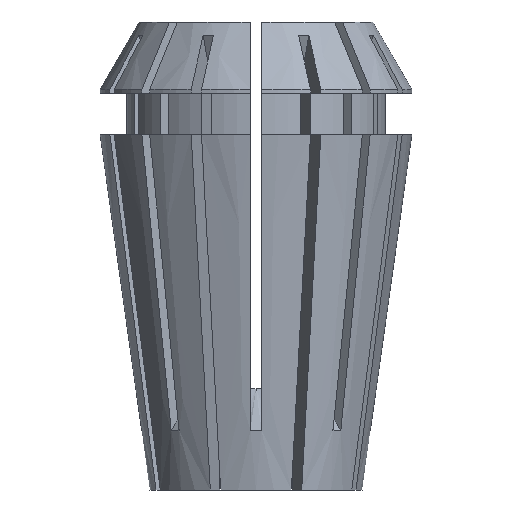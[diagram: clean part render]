
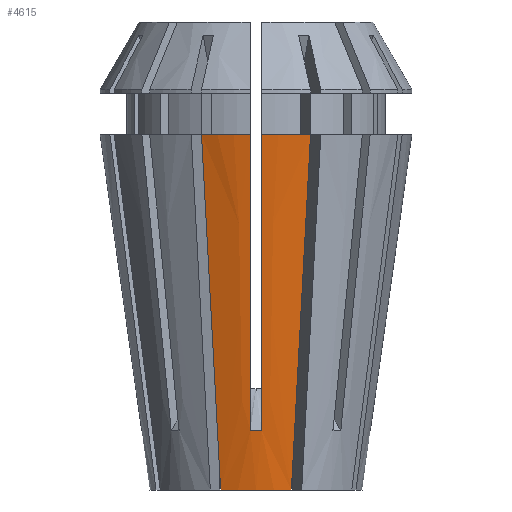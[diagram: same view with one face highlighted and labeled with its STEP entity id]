
A CAD part, left-side view. The second image highlights one B-rep face of the part: STEP entity #4615.
In plain terms, the highlighted conical face has half-angle 8 degrees and reference radius 7.141 mm.
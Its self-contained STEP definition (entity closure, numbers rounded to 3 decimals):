
#49 = AXIS2_PLACEMENT_3D ( 'NONE', #5170, #1818, #4334 ) ;
#59 = CARTESIAN_POINT ( 'NONE',  ( -8.27, -0.375, 8.09 ) ) ;
#165 = ORIENTED_EDGE ( 'NONE', *, *, #3150, .F. ) ;
#226 = CARTESIAN_POINT ( 'NONE',  ( -10.494, -0.375, 23.9 ) ) ;
#251 = CARTESIAN_POINT ( 'NONE',  ( 0., 0., 23.9 ) ) ;
#299 = VERTEX_POINT ( 'NONE', #2652 ) ;
#403 = CARTESIAN_POINT ( 'NONE',  ( -7.466, -2.687, 5.645 ) ) ;
#405 = VERTEX_POINT ( 'NONE', #226 ) ;
#433 = CARTESIAN_POINT ( 'NONE',  ( -10.134, -0.375, 21.343 ) ) ;
#453 = CARTESIAN_POINT ( 'NONE',  ( -6.977, -2.484, 1.882 ) ) ;
#473 = CARTESIAN_POINT ( 'NONE',  ( -9.048, -3.342, 17.815 ) ) ;
#509 = ORIENTED_EDGE ( 'NONE', *, *, #1214, .F. ) ;
#562 = CARTESIAN_POINT ( 'NONE',  ( -10.494, 0.375, 23.9 ) ) ;
#608 = CARTESIAN_POINT ( 'NONE',  ( -6.732, -2.383, 0. ) ) ;
#621 = CIRCLE ( 'NONE', #3546, 10.5 ) ;
#629 = DIRECTION ( 'NONE',  ( -1., 0., 0. ) ) ;
#732 = CARTESIAN_POINT ( 'NONE',  ( -7.221, 2.585, 3.763 ) ) ;
#936 = CARTESIAN_POINT ( 'NONE',  ( -8.27, 0.375, 8.09 ) ) ;
#1147 = B_SPLINE_CURVE_WITH_KNOTS ( 'NONE', 3,
 ( #2124, #473, #3350, #403, #3689, #453, #2899 ),
 .UNSPECIFIED., .F., .F.,
 ( 4, 3, 4 ),
 ( 0., 0.018, 0.024 ),
 .UNSPECIFIED. ) ;
#1214 = EDGE_CURVE ( 'NONE', #4507, #4839, #1147, .T. ) ;
#1353 = CARTESIAN_POINT ( 'NONE',  ( -8.842, 0.375, 12.16 ) ) ;
#1375 = CARTESIAN_POINT ( 'NONE',  ( -9.774, 0.375, 18.786 ) ) ;
#1418 = FACE_OUTER_BOUND ( 'NONE', #3181, .T. ) ;
#1444 = DIRECTION ( 'NONE',  ( 0., 0., -1. ) ) ;
#1621 = ORIENTED_EDGE ( 'NONE', *, *, #2765, .F. ) ;
#1659 = DIRECTION ( 'NONE',  ( -1., 0., 0. ) ) ;
#1677 = CONICAL_SURFACE ( 'NONE', #49, 7.141, 0.14 ) ;
#1763 = AXIS2_PLACEMENT_3D ( 'NONE', #2842, #2106, #1659 ) ;
#1768 = EDGE_CURVE ( 'NONE', #2925, #299, #621, .T. ) ;
#1779 = CARTESIAN_POINT ( 'NONE',  ( -10.134, 0.375, 21.343 ) ) ;
#1818 = DIRECTION ( 'NONE',  ( 0., 0., 1. ) ) ;
#1974 = CIRCLE ( 'NONE', #1763, 7.141 ) ;
#1992 = CARTESIAN_POINT ( 'NONE',  ( -6.732, 2.383, 0. ) ) ;
#2041 = CARTESIAN_POINT ( 'NONE',  ( -7.466, 2.687, 5.645 ) ) ;
#2075 = CARTESIAN_POINT ( 'NONE',  ( -10.494, -0.375, 23.9 ) ) ;
#2106 = DIRECTION ( 'NONE',  ( 0., 0., -1. ) ) ;
#2124 = CARTESIAN_POINT ( 'NONE',  ( -9.838, -3.669, 23.9 ) ) ;
#2255 = DIRECTION ( 'NONE',  ( -1., 0., 0. ) ) ;
#2260 = ORIENTED_EDGE ( 'NONE', *, *, #1768, .T. ) ;
#2268 = CIRCLE ( 'NONE', #4355, 10.5 ) ;
#2362 = EDGE_CURVE ( 'NONE', #5237, #3730, #3567, .T. ) ;
#2460 = ORIENTED_EDGE ( 'NONE', *, *, #4751, .T. ) ;
#2652 = CARTESIAN_POINT ( 'NONE',  ( -9.838, 3.669, 23.9 ) ) ;
#2749 = B_SPLINE_CURVE_WITH_KNOTS ( 'NONE', 3,
 ( #3004, #1779, #1375, #3410, #1353, #936, #4230 ),
 .UNSPECIFIED., .F., .F.,
 ( 4, 3, 4 ),
 ( 0.044, 0.052, 0.064 ),
 .UNSPECIFIED. ) ;
#2765 = EDGE_CURVE ( 'NONE', #2925, #5237, #2749, .T. ) ;
#2787 = CARTESIAN_POINT ( 'NONE',  ( -7.697, 0.375, 4.021 ) ) ;
#2842 = CARTESIAN_POINT ( 'NONE',  ( 0., 0., 0. ) ) ;
#2871 = CARTESIAN_POINT ( 'NONE',  ( -8.257, 3.014, 11.73 ) ) ;
#2899 = CARTESIAN_POINT ( 'NONE',  ( -6.732, -2.383, 0. ) ) ;
#2925 = VERTEX_POINT ( 'NONE', #562 ) ;
#2957 = CARTESIAN_POINT ( 'NONE',  ( -7.697, 0.375, 4.021 ) ) ;
#3004 = CARTESIAN_POINT ( 'NONE',  ( -10.494, 0.375, 23.9 ) ) ;
#3083 = DIRECTION ( 'NONE',  ( 0., 0., -1. ) ) ;
#3150 = EDGE_CURVE ( 'NONE', #4839, #4792, #1974, .T. ) ;
#3181 = EDGE_LOOP ( 'NONE', ( #2260, #3548, #165, #509, #2460, #3616, #5277, #1621 ) ) ;
#3199 = CARTESIAN_POINT ( 'NONE',  ( -7.708, 0.125, 4.009 ) ) ;
#3221 = EDGE_CURVE ( 'NONE', #405, #3730, #3295, .T. ) ;
#3230 = CARTESIAN_POINT ( 'NONE',  ( -9.838, 3.669, 23.9 ) ) ;
#3295 = B_SPLINE_CURVE_WITH_KNOTS ( 'NONE', 3,
 ( #2075, #433, #4948, #4988, #3710, #59, #4547 ),
 .UNSPECIFIED., .F., .F.,
 ( 4, 3, 4 ),
 ( 0.044, 0.052, 0.064 ),
 .UNSPECIFIED. ) ;
#3339 = CARTESIAN_POINT ( 'NONE',  ( -7.697, -0.375, 4.021 ) ) ;
#3350 = CARTESIAN_POINT ( 'NONE',  ( -8.257, -3.014, 11.73 ) ) ;
#3410 = CARTESIAN_POINT ( 'NONE',  ( -9.415, 0.375, 16.229 ) ) ;
#3493 = CARTESIAN_POINT ( 'NONE',  ( 0., 0., 23.9 ) ) ;
#3494 = CARTESIAN_POINT ( 'NONE',  ( -9.838, -3.669, 23.9 ) ) ;
#3546 = AXIS2_PLACEMENT_3D ( 'NONE', #3493, #1444, #629 ) ;
#3548 = ORIENTED_EDGE ( 'NONE', *, *, #3568, .T. ) ;
#3567 = B_SPLINE_CURVE_WITH_KNOTS ( 'NONE', 3,
 ( #2787, #3199, #4057, #5305 ),
 .UNSPECIFIED., .F., .F.,
 ( 4, 4 ),
 ( 0., 0.001 ),
 .UNSPECIFIED. ) ;
#3568 = EDGE_CURVE ( 'NONE', #299, #4792, #4997, .T. ) ;
#3616 = ORIENTED_EDGE ( 'NONE', *, *, #3221, .T. ) ;
#3689 = CARTESIAN_POINT ( 'NONE',  ( -7.221, -2.585, 3.763 ) ) ;
#3710 = CARTESIAN_POINT ( 'NONE',  ( -8.842, -0.375, 12.16 ) ) ;
#3730 = VERTEX_POINT ( 'NONE', #3339 ) ;
#4039 = CARTESIAN_POINT ( 'NONE',  ( -6.977, 2.484, 1.882 ) ) ;
#4057 = CARTESIAN_POINT ( 'NONE',  ( -7.708, -0.125, 4.009 ) ) ;
#4230 = CARTESIAN_POINT ( 'NONE',  ( -7.697, 0.375, 4.021 ) ) ;
#4297 = CARTESIAN_POINT ( 'NONE',  ( -6.732, 2.383, 0. ) ) ;
#4334 = DIRECTION ( 'NONE',  ( 1., 0., 0. ) ) ;
#4355 = AXIS2_PLACEMENT_3D ( 'NONE', #251, #3083, #2255 ) ;
#4507 = VERTEX_POINT ( 'NONE', #3494 ) ;
#4547 = CARTESIAN_POINT ( 'NONE',  ( -7.697, -0.375, 4.021 ) ) ;
#4615 = ADVANCED_FACE ( 'NONE', ( #1418 ), #1677, .T. ) ;
#4751 = EDGE_CURVE ( 'NONE', #4507, #405, #2268, .T. ) ;
#4792 = VERTEX_POINT ( 'NONE', #4297 ) ;
#4839 = VERTEX_POINT ( 'NONE', #608 ) ;
#4879 = CARTESIAN_POINT ( 'NONE',  ( -9.048, 3.342, 17.815 ) ) ;
#4948 = CARTESIAN_POINT ( 'NONE',  ( -9.774, -0.375, 18.786 ) ) ;
#4988 = CARTESIAN_POINT ( 'NONE',  ( -9.415, -0.375, 16.229 ) ) ;
#4997 = B_SPLINE_CURVE_WITH_KNOTS ( 'NONE', 3,
 ( #3230, #4879, #2871, #2041, #732, #4039, #1992 ),
 .UNSPECIFIED., .F., .F.,
 ( 4, 3, 4 ),
 ( 0., 0.018, 0.024 ),
 .UNSPECIFIED. ) ;
#5170 = CARTESIAN_POINT ( 'NONE',  ( 0., 0., 0. ) ) ;
#5237 = VERTEX_POINT ( 'NONE', #2957 ) ;
#5277 = ORIENTED_EDGE ( 'NONE', *, *, #2362, .F. ) ;
#5305 = CARTESIAN_POINT ( 'NONE',  ( -7.697, -0.375, 4.021 ) ) ;
